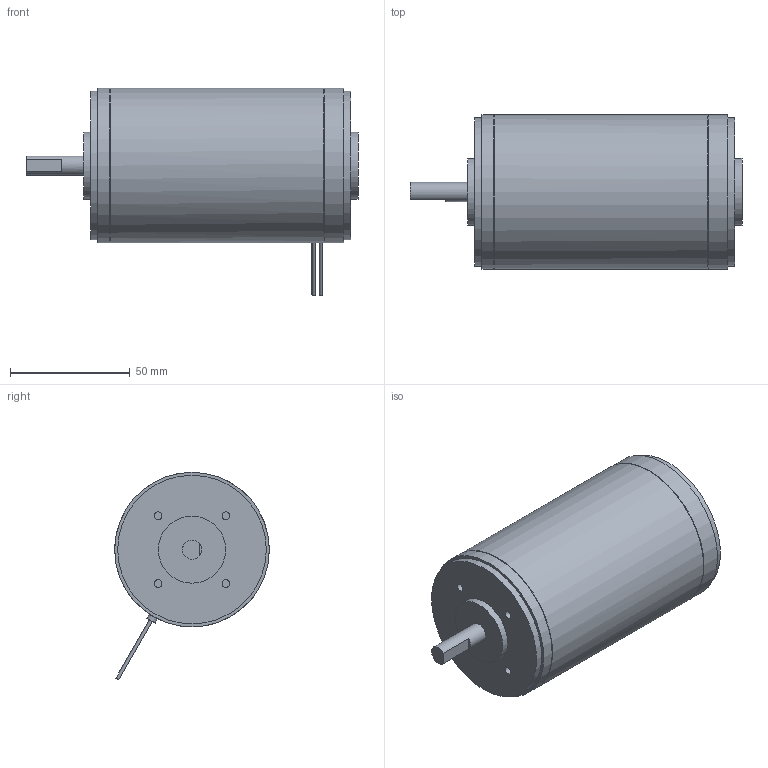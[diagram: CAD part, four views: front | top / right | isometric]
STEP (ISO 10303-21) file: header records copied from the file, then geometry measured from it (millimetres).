
FILE_DESCRIPTION( ( 'Unknown' ), '1' );
FILE_NAME( 'D64108.stp', 'Unknown', ( 'Unknown' ), ( 'Unknown' ), 'PSStep 17.0.49', 'Unknown', ' ' );
FILE_SCHEMA( ( 'AUTOMOTIVE_DESIGN { 1 0 10303 214 1 1 1 1 }' ) );
Length unit declared in the file: millimetre
Products named in the file (1): 1
Bounding box: 138.5 x 64.5 x 86.51 mm (x, y, z)
Volume: 357784 mm3; surface area: 30254.7 mm2
Topology: 1 solids, 1 shells, 46 faces, 81 edges, 52 vertices
Faces by surface type: plane 23, cylinder 19, cone 4
Full cylindrical faces by diameter (mm): 1.4 x2, 3.242 x8, 8 x1, 28 x2, 62 x2, 64.5 x3
Entity records: 1383 total; most frequent: DIRECTION 189, CARTESIAN_POINT 179, ORIENTED_EDGE 110, AXIS2_PLACEMENT_3D 88, EDGE_LOOP 83, FACE_OUTER_BOUND 64, EDGE_CURVE 55, VERTEX_POINT 48
